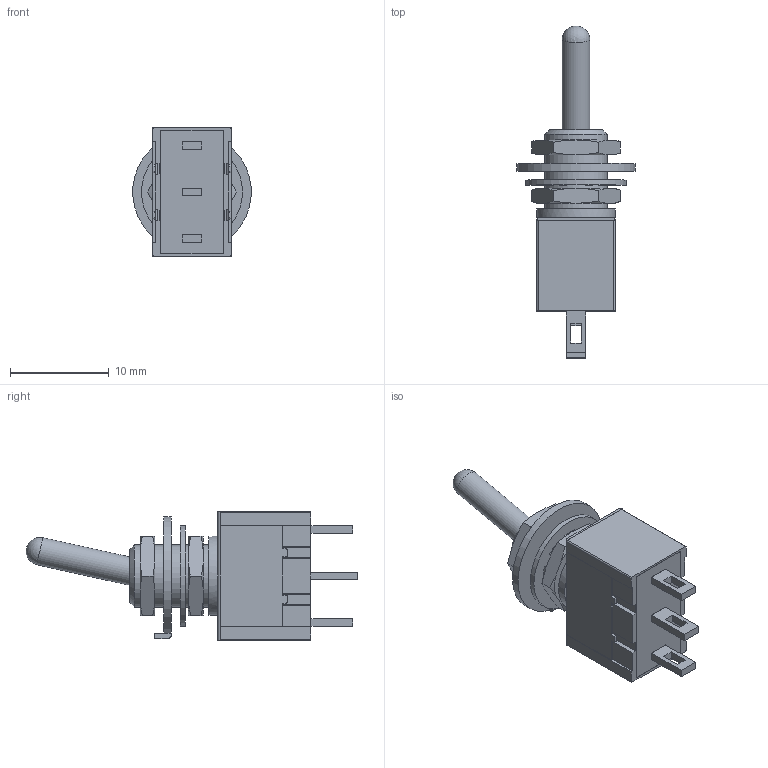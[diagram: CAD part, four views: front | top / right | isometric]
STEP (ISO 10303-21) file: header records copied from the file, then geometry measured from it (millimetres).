
FILE_DESCRIPTION(/* description */ ('Bushing Mount Miniature Toggles - Switch-Series M - Miniature Toggles'),/* implementation_level */ '2;1');
FILE_NAME(/* name */ 'ELEC_Toggle_M2013LL1W03.iam.step',/* time_stamp */ '2014-01-01T17:44:14-08:00',/* author */ ('Cadenas PARTsolutions'),/* organization */ ('NKKSWITCHES'),/* preprocessor_version */ 'ST-DEVELOPER v15.2',/* originating_system */ 'Autodesk Inventor 2014',/* authorisation */ '');
FILE_SCHEMA (('AUTOMOTIVE_DESIGN { 1 0 10303 214 3 1 1 }'));
Length unit declared in the file: inch
Products named in the file (8): M20131SS1W01-switch; M201S1M201-bushing; AT513H; AT507H; AT509; M201301-terminals; M20S-toggles; ELEC_Toggle_M2013LL1W03
Bounding box: 11.95 x 33.54 x 13 mm (x, y, z)
Volume: 1387.1 mm3; surface area: 2341.5 mm2
Topology: 8 solids, 8 shells, 250 faces, 665 edges, 436 vertices
Faces by surface type: plane 170, cylinder 52, cone 27, sphere 1
Full cylindrical faces by diameter (mm): 2.794 x1, 4.445 x1, 5.359 x2, 10.211 x1
Entity records: 7177 total; most frequent: CARTESIAN_POINT 1296, ORIENTED_EDGE 1202, DIRECTION 1183, EDGE_CURVE 601, LINE 455, VECTOR 455, VERTEX_POINT 399, AXIS2_PLACEMENT_3D 364
